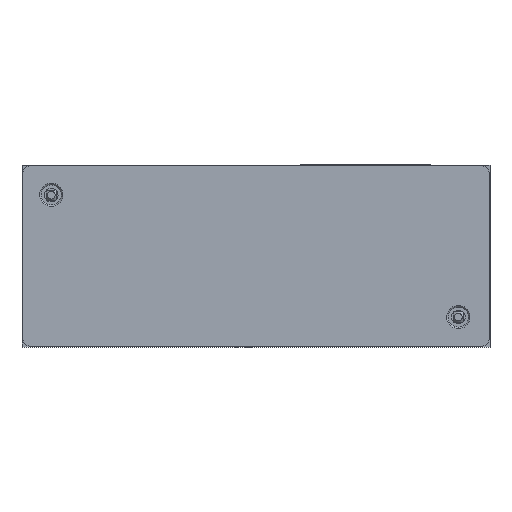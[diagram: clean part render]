
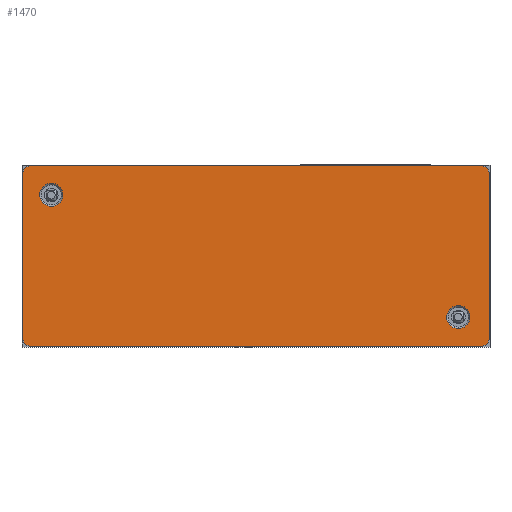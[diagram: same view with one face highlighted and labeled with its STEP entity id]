
A CAD part, top view. The second image highlights one B-rep face of the part: STEP entity #1470.
In plain terms, the highlighted planar face has unit normal (0, 0, 1).
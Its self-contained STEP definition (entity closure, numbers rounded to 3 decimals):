
#420=CARTESIAN_POINT('',(31.541,13.326,6.31));
#430=DIRECTION('',(0.,0.,1.));
#440=DIRECTION('',(1.,0.,0.));
#450=AXIS2_PLACEMENT_3D('',#420,#430,#440);
#460=PLANE('',#450);
#470=CARTESIAN_POINT('',(4.09,18.97,6.31));
#480=DIRECTION('',(0.,0.,1.));
#490=DIRECTION('',(1.,0.,0.));
#500=AXIS2_PLACEMENT_3D('',#470,#480,#490);
#510=CIRCLE('',#500,1.45);
#520=CARTESIAN_POINT('',(5.54,18.97,6.31));
#530=VERTEX_POINT('',#520);
#540=CARTESIAN_POINT('',(2.64,18.97,6.31));
#550=VERTEX_POINT('',#540);
#560=EDGE_CURVE('',#530,#550,#510,.T.);
#570=ORIENTED_EDGE('',*,*,#560,.F.);
#580=EDGE_CURVE('',#550,#530,#510,.T.);
#590=ORIENTED_EDGE('',*,*,#580,.F.);
#600=EDGE_LOOP('',(#590,#570));
#610=FACE_BOUND('',#600,.T.);
#620=CARTESIAN_POINT('',(54.89,3.73,6.31));
#630=DIRECTION('',(0.,0.,1.));
#640=DIRECTION('',(1.,0.,0.));
#650=AXIS2_PLACEMENT_3D('',#620,#630,#640);
#660=CIRCLE('',#650,1.45);
#670=CARTESIAN_POINT('',(56.34,3.73,6.31));
#680=VERTEX_POINT('',#670);
#690=CARTESIAN_POINT('',(53.44,3.73,6.31));
#700=VERTEX_POINT('',#690);
#710=EDGE_CURVE('',#680,#700,#660,.T.);
#720=ORIENTED_EDGE('',*,*,#710,.F.);
#730=EDGE_CURVE('',#700,#680,#660,.T.);
#740=ORIENTED_EDGE('',*,*,#730,.F.);
#750=EDGE_LOOP('',(#740,#720));
#760=FACE_BOUND('',#750,.T.);
#770=CARTESIAN_POINT('',(1.24,21.6,6.31));
#780=DIRECTION('',(0.,0.,-1.));
#790=DIRECTION('',(-1.,0.,0.));
#800=AXIS2_PLACEMENT_3D('',#770,#780,#790);
#810=CIRCLE('',#800,1.);
#820=CARTESIAN_POINT('',(0.24,21.6,6.31));
#830=VERTEX_POINT('',#820);
#840=CARTESIAN_POINT('',(1.24,22.6,6.31));
#850=VERTEX_POINT('',#840);
#860=EDGE_CURVE('',#830,#850,#810,.T.);
#870=ORIENTED_EDGE('',*,*,#860,.F.);
#880=CARTESIAN_POINT('',(27.709,22.6,6.31));
#890=DIRECTION('',(-1.,0.,0.));
#900=VECTOR('',#890,1.);
#910=LINE('',#880,#900);
#920=CARTESIAN_POINT('',(57.44,22.6,6.31));
#930=VERTEX_POINT('',#920);
#940=EDGE_CURVE('',#930,#850,#910,.T.);
#950=ORIENTED_EDGE('',*,*,#940,.T.);
#960=CARTESIAN_POINT('',(57.44,21.6,6.31));
#970=DIRECTION('',(0.,0.,1.));
#980=DIRECTION('',(1.,0.,0.));
#990=AXIS2_PLACEMENT_3D('',#960,#970,#980);
#1000=CIRCLE('',#990,1.);
#1010=CARTESIAN_POINT('',(58.44,21.6,6.31));
#1020=VERTEX_POINT('',#1010);
#1030=EDGE_CURVE('',#1020,#930,#1000,.T.);
#1040=ORIENTED_EDGE('',*,*,#1030,.T.);
#1050=CARTESIAN_POINT('',(58.44,9.791,6.31));
#1060=DIRECTION('',(0.,1.,0.));
#1070=VECTOR('',#1060,1.);
#1080=LINE('',#1050,#1070);
#1090=CARTESIAN_POINT('',(58.44,1.1,6.31));
#1100=VERTEX_POINT('',#1090);
#1110=EDGE_CURVE('',#1100,#1020,#1080,.T.);
#1120=ORIENTED_EDGE('',*,*,#1110,.T.);
#1130=CARTESIAN_POINT('',(57.44,1.1,6.31));
#1140=DIRECTION('',(0.,0.,-1.));
#1150=DIRECTION('',(-1.,0.,0.));
#1160=AXIS2_PLACEMENT_3D('',#1130,#1140,#1150);
#1170=CIRCLE('',#1160,1.);
#1180=CARTESIAN_POINT('',(57.44,0.1,6.31));
#1190=VERTEX_POINT('',#1180);
#1200=EDGE_CURVE('',#1100,#1190,#1170,.T.);
#1210=ORIENTED_EDGE('',*,*,#1200,.F.);
#1220=CARTESIAN_POINT('',(27.709,0.1,6.31));
#1230=DIRECTION('',(1.,0.,0.));
#1240=VECTOR('',#1230,1.);
#1250=LINE('',#1220,#1240);
#1260=CARTESIAN_POINT('',(1.24,0.1,6.31));
#1270=VERTEX_POINT('',#1260);
#1280=EDGE_CURVE('',#1270,#1190,#1250,.T.);
#1290=ORIENTED_EDGE('',*,*,#1280,.T.);
#1300=CARTESIAN_POINT('',(1.24,1.1,6.31));
#1310=DIRECTION('',(0.,0.,1.));
#1320=DIRECTION('',(1.,0.,0.));
#1330=AXIS2_PLACEMENT_3D('',#1300,#1310,#1320);
#1340=CIRCLE('',#1330,1.);
#1350=CARTESIAN_POINT('',(0.24,1.1,6.31));
#1360=VERTEX_POINT('',#1350);
#1370=EDGE_CURVE('',#1360,#1270,#1340,.T.);
#1380=ORIENTED_EDGE('',*,*,#1370,.T.);
#1390=CARTESIAN_POINT('',(0.24,9.791,6.31));
#1400=DIRECTION('',(0.,1.,0.));
#1410=VECTOR('',#1400,1.);
#1420=LINE('',#1390,#1410);
#1430=EDGE_CURVE('',#1360,#830,#1420,.T.);
#1440=ORIENTED_EDGE('',*,*,#1430,.F.);
#1450=EDGE_LOOP('',(#1440,#1380,#1290,#1210,#1120,#1040,#950,#870));
#1460=FACE_OUTER_BOUND('',#1450,.T.);
#1470=ADVANCED_FACE('',(#610,#760,#1460),#460,.T.);
